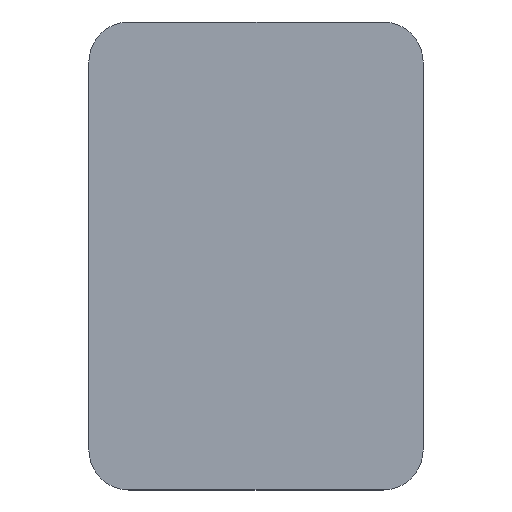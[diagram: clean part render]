
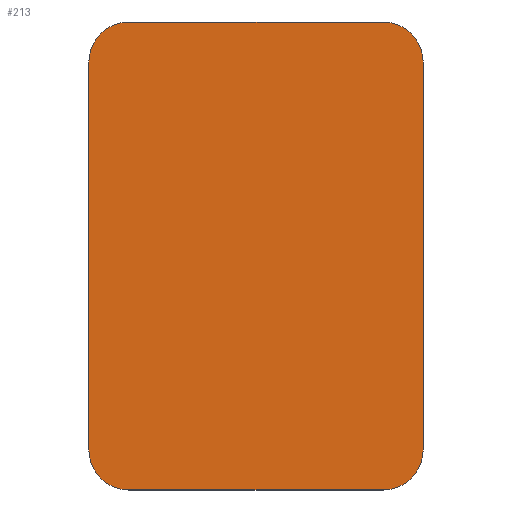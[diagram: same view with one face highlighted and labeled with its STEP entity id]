
A CAD part, top view. The second image highlights one B-rep face of the part: STEP entity #213.
In plain terms, the highlighted planar face has unit normal (0, 0, 1).
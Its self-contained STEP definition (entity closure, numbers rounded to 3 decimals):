
#2 = CARTESIAN_POINT ( 'NONE',  ( 25., -29., 0.02 ) ) ;
#4 = EDGE_CURVE ( 'NONE', #139, #247, #318, .T. ) ;
#7 = VERTEX_POINT ( 'NONE', #90 ) ;
#9 = AXIS2_PLACEMENT_3D ( 'NONE', #72, #277, #108 ) ;
#12 = DIRECTION ( 'NONE',  ( 1., 0., 0. ) ) ;
#14 = VECTOR ( 'NONE', #221, 1000. ) ;
#24 = PLANE ( 'NONE',  #124 ) ;
#26 = CARTESIAN_POINT ( 'NONE',  ( 25., 35., 0.02 ) ) ;
#28 = DIRECTION ( 'NONE',  ( 0., 0., 1. ) ) ;
#36 = EDGE_CURVE ( 'NONE', #377, #150, #273, .T. ) ;
#40 = CARTESIAN_POINT ( 'NONE',  ( -25., 29., 0.02 ) ) ;
#51 = CARTESIAN_POINT ( 'NONE',  ( 19., -29., 0.02 ) ) ;
#67 = VECTOR ( 'NONE', #12, 1000. ) ;
#69 = DIRECTION ( 'NONE',  ( -1., 0., 0. ) ) ;
#70 = CIRCLE ( 'NONE', #9, 6. ) ;
#72 = CARTESIAN_POINT ( 'NONE',  ( 19., 29., 0.02 ) ) ;
#76 = DIRECTION ( 'NONE',  ( 1., 0., 0. ) ) ;
#86 = ORIENTED_EDGE ( 'NONE', *, *, #323, .T. ) ;
#90 = CARTESIAN_POINT ( 'NONE',  ( 25., 29., 0.02 ) ) ;
#108 = DIRECTION ( 'NONE',  ( 1., 0., 0. ) ) ;
#111 = EDGE_CURVE ( 'NONE', #194, #7, #358, .T. ) ;
#114 = ORIENTED_EDGE ( 'NONE', *, *, #4, .T. ) ;
#122 = CARTESIAN_POINT ( 'NONE',  ( -25., -29., 0.02 ) ) ;
#124 = AXIS2_PLACEMENT_3D ( 'NONE', #281, #316, #148 ) ;
#132 = CARTESIAN_POINT ( 'NONE',  ( 19., 35., 0.02 ) ) ;
#137 = CARTESIAN_POINT ( 'NONE',  ( -25., 35., 0.02 ) ) ;
#139 = VERTEX_POINT ( 'NONE', #122 ) ;
#148 = DIRECTION ( 'NONE',  ( 1., 0., 0. ) ) ;
#150 = VERTEX_POINT ( 'NONE', #249 ) ;
#154 = ORIENTED_EDGE ( 'NONE', *, *, #184, .T. ) ;
#155 = CARTESIAN_POINT ( 'NONE',  ( -25., -35., 0.02 ) ) ;
#157 = CARTESIAN_POINT ( 'NONE',  ( -19., -29., 0.02 ) ) ;
#158 = AXIS2_PLACEMENT_3D ( 'NONE', #198, #28, #224 ) ;
#162 = DIRECTION ( 'NONE',  ( 0., -1., 0. ) ) ;
#167 = AXIS2_PLACEMENT_3D ( 'NONE', #157, #368, #186 ) ;
#174 = ORIENTED_EDGE ( 'NONE', *, *, #36, .T. ) ;
#175 = CARTESIAN_POINT ( 'NONE',  ( 19., -35., 0.02 ) ) ;
#184 = EDGE_CURVE ( 'NONE', #7, #377, #70, .T. ) ;
#186 = DIRECTION ( 'NONE',  ( 1., 0., 0. ) ) ;
#190 = LINE ( 'NONE', #137, #353 ) ;
#194 = VERTEX_POINT ( 'NONE', #2 ) ;
#197 = EDGE_CURVE ( 'NONE', #226, #194, #208, .T. ) ;
#198 = CARTESIAN_POINT ( 'NONE',  ( -19., 29., 0.02 ) ) ;
#203 = ORIENTED_EDGE ( 'NONE', *, *, #111, .T. ) ;
#208 = CIRCLE ( 'NONE', #251, 6. ) ;
#213 = ADVANCED_FACE ( 'NONE', ( #373 ), #24, .T. ) ;
#221 = DIRECTION ( 'NONE',  ( 0., 1., 0. ) ) ;
#224 = DIRECTION ( 'NONE',  ( 1., 0., 0. ) ) ;
#226 = VERTEX_POINT ( 'NONE', #175 ) ;
#229 = ORIENTED_EDGE ( 'NONE', *, *, #366, .T. ) ;
#231 = LINE ( 'NONE', #155, #67 ) ;
#232 = CARTESIAN_POINT ( 'NONE',  ( -19., -35., 0.02 ) ) ;
#241 = CARTESIAN_POINT ( 'NONE',  ( -25., 35., 0.02 ) ) ;
#244 = ORIENTED_EDGE ( 'NONE', *, *, #197, .T. ) ;
#246 = DIRECTION ( 'NONE',  ( 0., 0., 1. ) ) ;
#247 = VERTEX_POINT ( 'NONE', #232 ) ;
#249 = CARTESIAN_POINT ( 'NONE',  ( -19., 35., 0.02 ) ) ;
#251 = AXIS2_PLACEMENT_3D ( 'NONE', #51, #246, #76 ) ;
#253 = EDGE_CURVE ( 'NONE', #331, #139, #190, .T. ) ;
#273 = LINE ( 'NONE', #241, #332 ) ;
#277 = DIRECTION ( 'NONE',  ( 0., 0., 1. ) ) ;
#281 = CARTESIAN_POINT ( 'NONE',  ( 0., 0., 0.02 ) ) ;
#300 = CIRCLE ( 'NONE', #158, 6. ) ;
#304 = EDGE_LOOP ( 'NONE', ( #326, #114, #86, #244, #203, #154, #174, #229 ) ) ;
#316 = DIRECTION ( 'NONE',  ( 0., 0., 1. ) ) ;
#318 = CIRCLE ( 'NONE', #167, 6. ) ;
#323 = EDGE_CURVE ( 'NONE', #247, #226, #231, .T. ) ;
#326 = ORIENTED_EDGE ( 'NONE', *, *, #253, .T. ) ;
#331 = VERTEX_POINT ( 'NONE', #40 ) ;
#332 = VECTOR ( 'NONE', #69, 1000. ) ;
#353 = VECTOR ( 'NONE', #162, 1000. ) ;
#358 = LINE ( 'NONE', #26, #14 ) ;
#366 = EDGE_CURVE ( 'NONE', #150, #331, #300, .T. ) ;
#368 = DIRECTION ( 'NONE',  ( 0., 0., 1. ) ) ;
#373 = FACE_OUTER_BOUND ( 'NONE', #304, .T. ) ;
#377 = VERTEX_POINT ( 'NONE', #132 ) ;
